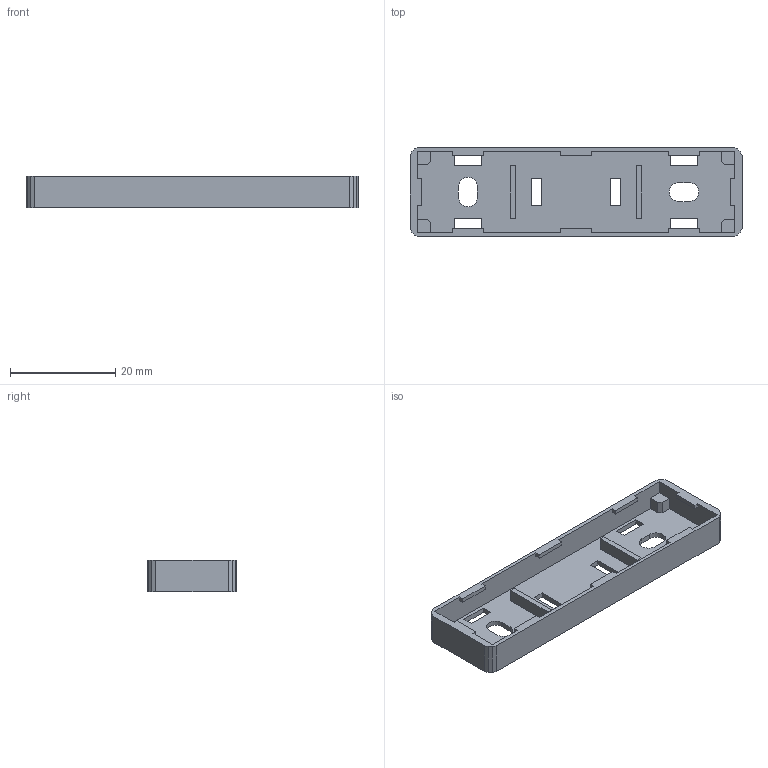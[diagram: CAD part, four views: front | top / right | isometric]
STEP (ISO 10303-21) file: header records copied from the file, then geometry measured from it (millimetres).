
FILE_DESCRIPTION(('CATIA V5R20 STEP214'),'2;1');
FILE_NAME ('D1458313_0', '2015-03-25T11:05:16+00:00', ('Weidmueller Interface'), ('Weidmueller'), 'CATIA Version 5 Release 20 SP 5 (IN-10)', 'CATIA V5 STEP AP214', 'none');
FILE_SCHEMA(('AUTOMOTIVE_DESIGN { 1 0 10303 214 1 1 1 1 }'));
Length unit declared in the file: millimetre
Products named in the file (1): CC-H 15/60
Bounding box: 63 x 17 x 6 mm (x, y, z)
Volume: 1781.3 mm3; surface area: 3947.7 mm2
Topology: 1 solids, 1 shells, 113 faces, 324 edges, 216 vertices
Faces by surface type: plane 109, cylinder 4
Entity records: 3463 total; most frequent: ORIENTED_EDGE 648, CARTESIAN_POINT 612, DIRECTION 466, EDGE_CURVE 324, VECTOR 316, LINE 316, VERTEX_POINT 216, EDGE_LOOP 132
